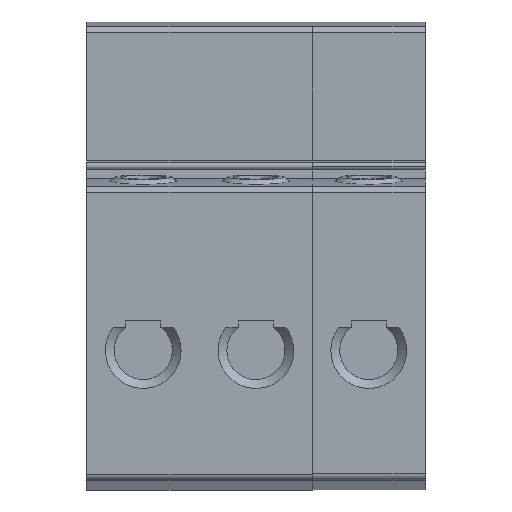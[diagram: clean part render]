
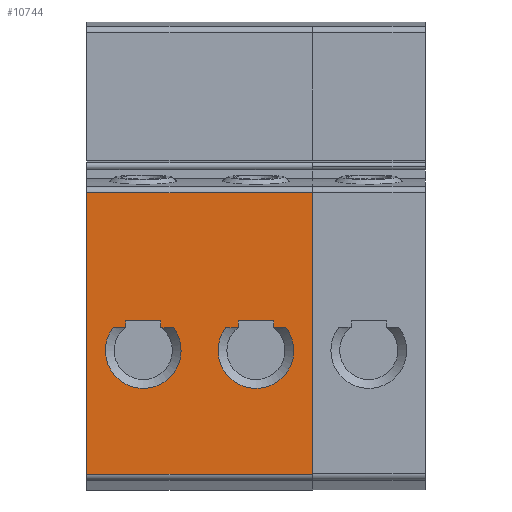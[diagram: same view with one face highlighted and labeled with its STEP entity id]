
A CAD part, front view. The second image highlights one B-rep face of the part: STEP entity #10744.
In plain terms, the highlighted planar face has unit normal (0, -1, -0.001).
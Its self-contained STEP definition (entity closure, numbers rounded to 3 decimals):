
#6794=CARTESIAN_POINT('',(8.95,-41.4,-16.761));
#6796=DIRECTION('',(0.,0.,1.));
#6797=VECTOR('',#6796,44.561);
#6798=CARTESIAN_POINT('',(8.95,-41.4,-16.761));
#6799=LINE('',#6798,#6797);
#7656=DIRECTION('',(1.,0.,0.));
#7657=VECTOR('',#7656,1.962);
#7658=CARTESIAN_POINT('',(-22.612,-41.4,
6.45));
#7659=LINE('',#7658,#7657);
#7660=CARTESIAN_POINT('',(-17.85,-41.4,
2.8));
#7661=DIRECTION('',(0.,-1.,0.));
#7662=DIRECTION('',(-0.794,0.,0.608));
#7663=AXIS2_PLACEMENT_3D('',#7660,#7661,#7662);
#7665=DIRECTION('',(1.,0.,0.));
#7666=VECTOR('',#7665,1.962);
#7667=CARTESIAN_POINT('',(-15.05,-41.4,6.45));
#7668=LINE('',#7667,#7666);
#7669=DIRECTION('',(-1.,0.,0.));
#7670=VECTOR('',#7669,1.962);
#7671=CARTESIAN_POINT('',(-2.8,-41.4,6.45));
#7672=LINE('',#7671,#7670);
#7673=CARTESIAN_POINT('',(0.,-41.4,
2.8));
#7674=DIRECTION('',(0.,-1.,0.));
#7675=DIRECTION('',(-0.794,0.,0.608));
#7676=AXIS2_PLACEMENT_3D('',#7673,#7674,#7675);
#7678=DIRECTION('',(-1.,0.,0.));
#7679=VECTOR('',#7678,1.962);
#7680=CARTESIAN_POINT('',(4.762,-41.4,6.45));
#7681=LINE('',#7680,#7679);
#7682=DIRECTION('',(1.,0.,0.));
#7683=VECTOR('',#7682,35.75);
#7684=CARTESIAN_POINT('',(-26.8,-41.4,27.8));
#7685=LINE('',#7684,#7683);
#7686=DIRECTION('',(-1.,0.,0.));
#7687=VECTOR('',#7686,5.6);
#7688=CARTESIAN_POINT('',(-15.05,-41.4,7.5));
#7689=LINE('',#7688,#7687);
#7694=DIRECTION('',(0.,0.,1.));
#7695=VECTOR('',#7694,1.05);
#7696=CARTESIAN_POINT('',(-15.05,-41.4,6.45));
#7697=LINE('',#7696,#7695);
#7731=DIRECTION('',(0.,0.,-1.));
#7732=VECTOR('',#7731,1.05);
#7733=CARTESIAN_POINT('',(-20.65,-41.4,7.5));
#7734=LINE('',#7733,#7732);
#7778=DIRECTION('',(1.,0.,0.));
#7779=VECTOR('',#7778,5.6);
#7780=CARTESIAN_POINT('',(-2.8,-41.4,7.5));
#7781=LINE('',#7780,#7779);
#7786=DIRECTION('',(0.,0.,-1.));
#7787=VECTOR('',#7786,1.05);
#7788=CARTESIAN_POINT('',(2.8,-41.4,7.5));
#7789=LINE('',#7788,#7787);
#7835=DIRECTION('',(0.,0.,1.));
#7836=VECTOR('',#7835,1.05);
#7837=CARTESIAN_POINT('',(-2.8,-41.4,6.45));
#7838=LINE('',#7837,#7836);
#7870=DIRECTION('',(1.,0.,0.));
#7871=VECTOR('',#7870,35.75);
#7872=CARTESIAN_POINT('',(-26.8,-41.4,-16.761));
#7873=LINE('',#7872,#7871);
#8077=DIRECTION('',(0.,0.,1.));
#8078=VECTOR('',#8077,44.561);
#8079=CARTESIAN_POINT('',(-26.8,-41.4,-16.761));
#8080=LINE('',#8079,#8078);
#8085=CARTESIAN_POINT('',(-26.8,-41.4,-16.761));
#8814=VERTEX_POINT('',#6794);
#8815=CARTESIAN_POINT('',(8.95,-41.4,27.8));
#8816=VERTEX_POINT('',#8815);
#8865=CARTESIAN_POINT('',(-2.8,-41.4,7.5));
#8866=CARTESIAN_POINT('',(2.8,-41.4,7.5));
#8867=VERTEX_POINT('',#8865);
#8868=VERTEX_POINT('',#8866);
#8869=CARTESIAN_POINT('',(-2.8,-41.4,6.45));
#8870=VERTEX_POINT('',#8869);
#8871=CARTESIAN_POINT('',(-4.762,-41.4,
6.45));
#8872=VERTEX_POINT('',#8871);
#8873=CARTESIAN_POINT('',(4.762,-41.4,6.45));
#8874=CARTESIAN_POINT('',(2.8,-41.4,6.45));
#8875=VERTEX_POINT('',#8873);
#8876=VERTEX_POINT('',#8874);
#8938=VERTEX_POINT('',#8085);
#8939=CARTESIAN_POINT('',(-26.8,-41.4,27.8));
#8940=VERTEX_POINT('',#8939);
#8989=CARTESIAN_POINT('',(-15.05,-41.4,7.5));
#8990=CARTESIAN_POINT('',(-20.65,-41.4,7.5));
#8991=VERTEX_POINT('',#8989);
#8992=VERTEX_POINT('',#8990);
#8993=CARTESIAN_POINT('',(-15.05,-41.4,6.45));
#8994=VERTEX_POINT('',#8993);
#8995=CARTESIAN_POINT('',(-13.088,-41.4,
6.45));
#8996=VERTEX_POINT('',#8995);
#8997=CARTESIAN_POINT('',(-22.612,-41.4,
6.45));
#8998=CARTESIAN_POINT('',(-20.65,-41.4,6.45));
#8999=VERTEX_POINT('',#8997);
#9000=VERTEX_POINT('',#8998);
#10703=CARTESIAN_POINT('',(8.95,-41.4,27.8));
#10704=DIRECTION('',(0.,-1.,0.));
#10705=DIRECTION('',(0.,0.,-1.));
#10706=AXIS2_PLACEMENT_3D('',#10703,#10704,#10705);
#10707=PLANE('',#10706);
#10709=ORIENTED_EDGE('',*,*,#10708,.F.);
#10711=ORIENTED_EDGE('',*,*,#10710,.T.);
#10712=ORIENTED_EDGE('',*,*,#10694,.T.);
#10713=ORIENTED_EDGE('',*,*,#9399,.F.);
#10714=EDGE_LOOP('',(#10709,#10711,#10712,#10713));
#10715=FACE_OUTER_BOUND('',#10714,.F.);
#10717=ORIENTED_EDGE('',*,*,#10716,.F.);
#10719=ORIENTED_EDGE('',*,*,#10718,.F.);
#10721=ORIENTED_EDGE('',*,*,#10720,.T.);
#10723=ORIENTED_EDGE('',*,*,#10722,.T.);
#10725=ORIENTED_EDGE('',*,*,#10724,.T.);
#10727=ORIENTED_EDGE('',*,*,#10726,.F.);
#10728=EDGE_LOOP('',(#10717,#10719,#10721,#10723,#10725,#10727));
#10729=FACE_BOUND('',#10728,.F.);
#10731=ORIENTED_EDGE('',*,*,#10730,.T.);
#10733=ORIENTED_EDGE('',*,*,#10732,.T.);
#10735=ORIENTED_EDGE('',*,*,#10734,.F.);
#10737=ORIENTED_EDGE('',*,*,#10736,.T.);
#10739=ORIENTED_EDGE('',*,*,#10738,.F.);
#10741=ORIENTED_EDGE('',*,*,#10740,.T.);
#10742=EDGE_LOOP('',(#10731,#10733,#10735,#10737,#10739,#10741));
#10743=FACE_BOUND('',#10742,.F.);
#10744=ADVANCED_FACE('',(#10715,#10729,#10743),#10707,.T.);
#7664=CIRCLE('',#7663,6.);
#7677=CIRCLE('',#7676,6.);
#9399=EDGE_CURVE('',#8814,#8816,#6799,.T.);
#10694=EDGE_CURVE('',#8940,#8816,#7685,.T.);
#10708=EDGE_CURVE('',#8938,#8814,#7873,.T.);
#10710=EDGE_CURVE('',#8938,#8940,#8080,.T.);
#10716=EDGE_CURVE('',#8867,#8868,#7781,.T.);
#10718=EDGE_CURVE('',#8870,#8867,#7838,.T.);
#10720=EDGE_CURVE('',#8870,#8872,#7672,.T.);
#10722=EDGE_CURVE('',#8872,#8875,#7677,.T.);
#10724=EDGE_CURVE('',#8875,#8876,#7681,.T.);
#10726=EDGE_CURVE('',#8868,#8876,#7789,.T.);
#10730=EDGE_CURVE('',#8991,#8992,#7689,.T.);
#10732=EDGE_CURVE('',#8992,#9000,#7734,.T.);
#10734=EDGE_CURVE('',#8999,#9000,#7659,.T.);
#10736=EDGE_CURVE('',#8999,#8996,#7664,.T.);
#10738=EDGE_CURVE('',#8994,#8996,#7668,.T.);
#10740=EDGE_CURVE('',#8994,#8991,#7697,.T.);
